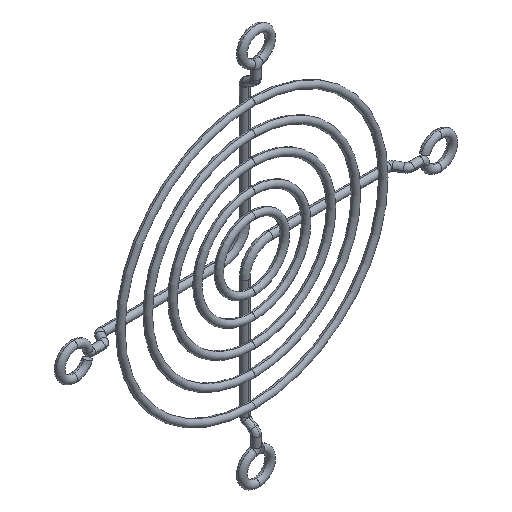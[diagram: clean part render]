
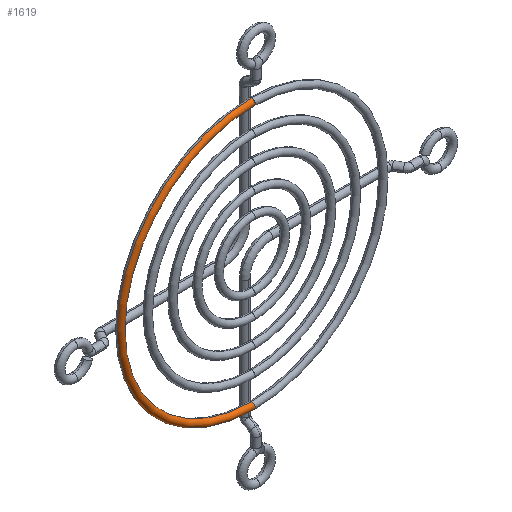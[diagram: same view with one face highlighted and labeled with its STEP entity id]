
A CAD part, isometric view. The second image highlights one B-rep face of the part: STEP entity #1619.
In plain terms, the highlighted toroidal (fillet/blend) face has major radius 31.45 mm and minor radius 0.8 mm.
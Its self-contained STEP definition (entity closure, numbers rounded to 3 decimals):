
#235 = DIRECTION ( 'NONE',  ( 0., 1., 0. ) ) ;
#255 = DIRECTION ( 'NONE',  ( -1., 0., 0. ) ) ;
#257 = CIRCLE ( 'NONE', #2190, 0.8 ) ;
#305 = EDGE_CURVE ( 'NONE', #677, #1010, #2029, .T. ) ;
#359 = EDGE_LOOP ( 'NONE', ( #526, #955, #1980, #541 ) ) ;
#525 = DIRECTION ( 'NONE',  ( 0., 1., 0. ) ) ;
#526 = ORIENTED_EDGE ( 'NONE', *, *, #865, .F. ) ;
#529 = AXIS2_PLACEMENT_3D ( 'NONE', #1247, #235, #1490 ) ;
#532 = CARTESIAN_POINT ( 'NONE',  ( 0., -1.7, 0. ) ) ;
#541 = ORIENTED_EDGE ( 'NONE', *, *, #1687, .T. ) ;
#550 = VERTEX_POINT ( 'NONE', #818 ) ;
#592 = AXIS2_PLACEMENT_3D ( 'NONE', #1798, #1828, #1183 ) ;
#663 = CARTESIAN_POINT ( 'NONE',  ( 0., -1.7, -30.65 ) ) ;
#677 = VERTEX_POINT ( 'NONE', #663 ) ;
#776 = CIRCLE ( 'NONE', #1165, 30.65 ) ;
#818 = CARTESIAN_POINT ( 'NONE',  ( 0., -1.7, 32.25 ) ) ;
#854 = CARTESIAN_POINT ( 'NONE',  ( 0., -1.7, 0. ) ) ;
#865 = EDGE_CURVE ( 'NONE', #1010, #550, #1532, .T. ) ;
#955 = ORIENTED_EDGE ( 'NONE', *, *, #305, .F. ) ;
#1010 = VERTEX_POINT ( 'NONE', #1544 ) ;
#1055 = CARTESIAN_POINT ( 'NONE',  ( 0., -1.7, 31.45 ) ) ;
#1102 = DIRECTION ( 'NONE',  ( 0., 0., 1. ) ) ;
#1165 = AXIS2_PLACEMENT_3D ( 'NONE', #532, #525, #1795 ) ;
#1183 = DIRECTION ( 'NONE',  ( 0., 0., -1. ) ) ;
#1243 = FACE_OUTER_BOUND ( 'NONE', #359, .T. ) ;
#1247 = CARTESIAN_POINT ( 'NONE',  ( 0., -1.7, 0. ) ) ;
#1287 = DIRECTION ( 'NONE',  ( 0., 1., 0. ) ) ;
#1369 = AXIS2_PLACEMENT_3D ( 'NONE', #854, #1287, #1102 ) ;
#1480 = DIRECTION ( 'NONE',  ( 0., 0., 1. ) ) ;
#1490 = DIRECTION ( 'NONE',  ( 0., 0., 1. ) ) ;
#1532 = CIRCLE ( 'NONE', #1369, 32.25 ) ;
#1544 = CARTESIAN_POINT ( 'NONE',  ( 0., -1.7, -32.25 ) ) ;
#1619 = ADVANCED_FACE ( 'NONE', ( #1243 ), #2274, .T. ) ;
#1687 = EDGE_CURVE ( 'NONE', #2356, #550, #257, .T. ) ;
#1795 = DIRECTION ( 'NONE',  ( 0., 0., 1. ) ) ;
#1798 = CARTESIAN_POINT ( 'NONE',  ( 0., -1.7, -31.45 ) ) ;
#1828 = DIRECTION ( 'NONE',  ( 1., 0., 0. ) ) ;
#1919 = EDGE_CURVE ( 'NONE', #677, #2356, #776, .T. ) ;
#1980 = ORIENTED_EDGE ( 'NONE', *, *, #1919, .T. ) ;
#2029 = CIRCLE ( 'NONE', #592, 0.8 ) ;
#2034 = CARTESIAN_POINT ( 'NONE',  ( 0., -1.7, 30.65 ) ) ;
#2190 = AXIS2_PLACEMENT_3D ( 'NONE', #1055, #255, #1480 ) ;
#2274 = TOROIDAL_SURFACE ( 'NONE', #529, 31.45, 0.8 ) ;
#2356 = VERTEX_POINT ( 'NONE', #2034 ) ;
